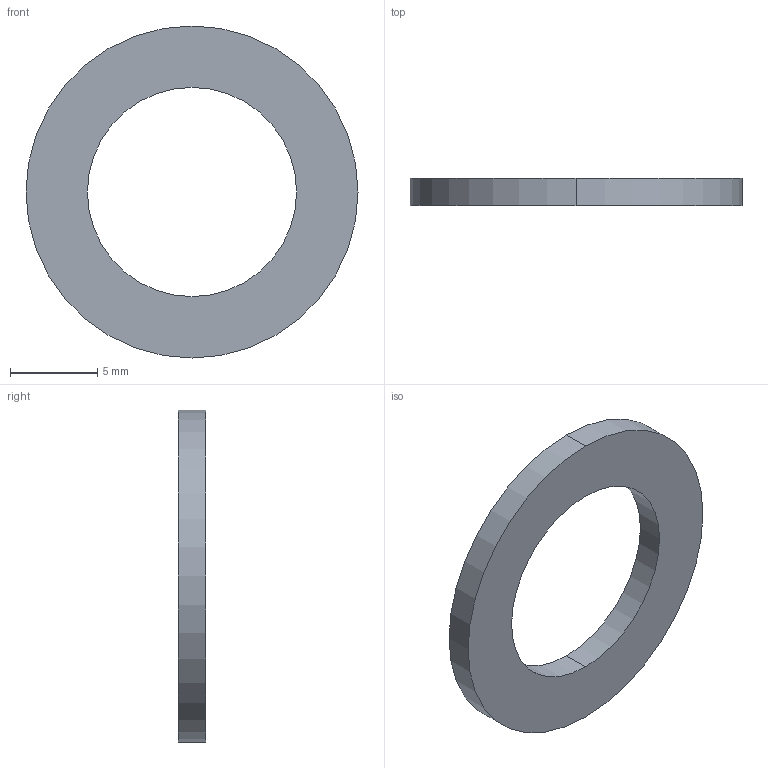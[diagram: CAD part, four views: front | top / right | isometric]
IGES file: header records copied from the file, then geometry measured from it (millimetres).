
Start section: SolidWorks IGES file using analytic representation for surfaces
Global section: file name: NTC CRW CO2 Regulator washer.IGS; native system: SolidWorks 2009; preprocessor: SolidWorks 2009; author: cad; date: 091102.153723; units: millimetre
Bounding box: 19.05 x 1.55 x 19.05 mm (x, y, z)
Volume: 266.5 mm3; surface area: 495 mm2
Topology: 1 solids, 1 shells, 6 faces, 12 edges, 8 vertices
Faces by surface type: revolution 4, plane 2
